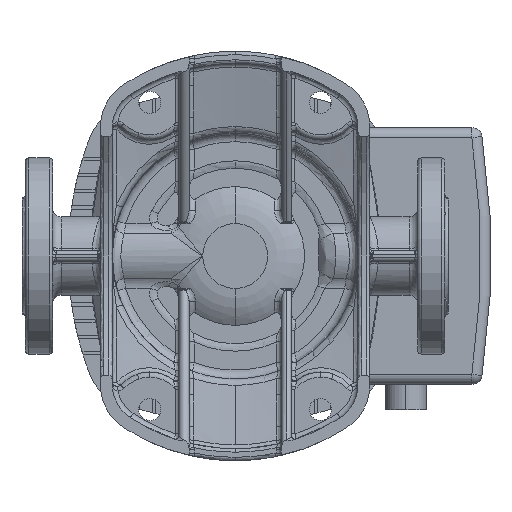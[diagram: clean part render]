
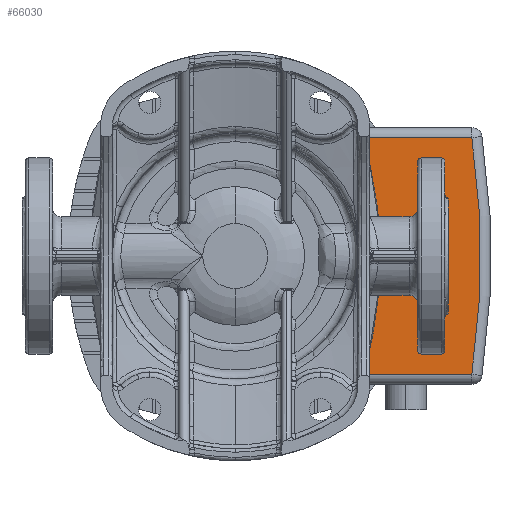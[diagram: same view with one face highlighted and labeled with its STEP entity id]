
A CAD part, front view. The second image highlights one B-rep face of the part: STEP entity #66030.
In plain terms, the highlighted face is planar.
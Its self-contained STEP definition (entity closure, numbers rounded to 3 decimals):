
#483 = DIRECTION ( 'NONE',  ( 0., 0., 1. ) ) ;
#815 = CARTESIAN_POINT ( 'NONE',  ( 69.25, 138.781, -106. ) ) ;
#979 = DIRECTION ( 'NONE',  ( 1., 0., 0. ) ) ;
#1640 = EDGE_CURVE ( 'NONE', #52807, #54406, #54473, .T. ) ;
#2330 = VERTEX_POINT ( 'NONE', #46360 ) ;
#3105 = VECTOR ( 'NONE', #67647, 1000. ) ;
#5816 = DIRECTION ( 'NONE',  ( 1., 0., 0. ) ) ;
#5885 = DIRECTION ( 'NONE',  ( 0., 0., -1. ) ) ;
#6318 = ORIENTED_EDGE ( 'NONE', *, *, #1640, .F. ) ;
#8127 = AXIS2_PLACEMENT_3D ( 'NONE', #39158, #61728, #50949 ) ;
#8283 = CARTESIAN_POINT ( 'NONE',  ( 89.83, 56., -106. ) ) ;
#9453 = EDGE_CURVE ( 'NONE', #17907, #48783, #43014, .T. ) ;
#9857 = EDGE_CURVE ( 'NONE', #52807, #17907, #42022, .T. ) ;
#10339 = LINE ( 'NONE', #31553, #39599 ) ;
#10390 = DIRECTION ( 'NONE',  ( 0., 1., 0. ) ) ;
#11123 = CARTESIAN_POINT ( 'NONE',  ( 0., 0., -106. ) ) ;
#15295 = ORIENTED_EDGE ( 'NONE', *, *, #9453, .T. ) ;
#16572 = ORIENTED_EDGE ( 'NONE', *, *, #9857, .T. ) ;
#16613 = CARTESIAN_POINT ( 'NONE',  ( -98., 58., -106. ) ) ;
#17907 = VERTEX_POINT ( 'NONE', #815 ) ;
#18169 = CARTESIAN_POINT ( 'NONE',  ( -61.937, 56., -106. ) ) ;
#19346 = LINE ( 'NONE', #44392, #3105 ) ;
#19401 = EDGE_CURVE ( 'NONE', #55219, #54406, #38117, .T. ) ;
#21090 = ORIENTED_EDGE ( 'NONE', *, *, #51812, .T. ) ;
#23468 = CIRCLE ( 'NONE', #64581, 83.5 ) ;
#23989 = ORIENTED_EDGE ( 'NONE', *, *, #19401, .T. ) ;
#24010 = AXIS2_PLACEMENT_3D ( 'NONE', #44201, #65410, #50101 ) ;
#25726 = ORIENTED_EDGE ( 'NONE', *, *, #38379, .T. ) ;
#26338 = DIRECTION ( 'NONE',  ( 1., 0., 0. ) ) ;
#28489 = VECTOR ( 'NONE', #10390, 1000. ) ;
#28958 = CARTESIAN_POINT ( 'NONE',  ( -69.25, 58., -106. ) ) ;
#30188 = EDGE_CURVE ( 'NONE', #58335, #59889, #23468, .T. ) ;
#31553 = CARTESIAN_POINT ( 'NONE',  ( -98., 56., -106. ) ) ;
#33472 = ORIENTED_EDGE ( 'NONE', *, *, #57134, .T. ) ;
#33803 = DIRECTION ( 'NONE',  ( 0., -1., 0. ) ) ;
#34127 = AXIS2_PLACEMENT_3D ( 'NONE', #52570, #51201, #67874 ) ;
#35941 = CARTESIAN_POINT ( 'NONE',  ( -98., 56., -106. ) ) ;
#36216 = CIRCLE ( 'NONE', #24010, 196. ) ;
#36677 = VECTOR ( 'NONE', #44990, 1000. ) ;
#38117 = CIRCLE ( 'NONE', #8127, 196. ) ;
#38379 = EDGE_CURVE ( 'NONE', #2330, #58335, #10339, .T. ) ;
#39158 = CARTESIAN_POINT ( 'NONE',  ( -98., 0., -106. ) ) ;
#39599 = VECTOR ( 'NONE', #26338, 1000. ) ;
#41226 = EDGE_CURVE ( 'NONE', #59030, #60147, #19346, .T. ) ;
#41267 = ORIENTED_EDGE ( 'NONE', *, *, #30188, .T. ) ;
#41624 = ORIENTED_EDGE ( 'NONE', *, *, #41226, .F. ) ;
#41671 = CARTESIAN_POINT ( 'NONE',  ( 69.25, 98., -106. ) ) ;
#42022 = LINE ( 'NONE', #41671, #28489 ) ;
#43014 = CIRCLE ( 'NONE', #34127, 462. ) ;
#43176 = CARTESIAN_POINT ( 'NONE',  ( 89.222, 58., -106. ) ) ;
#43945 = PLANE ( 'NONE',  #57342 ) ;
#44201 = CARTESIAN_POINT ( 'NONE',  ( 98., 0., -106. ) ) ;
#44392 = CARTESIAN_POINT ( 'NONE',  ( -98., 58., -106. ) ) ;
#44931 = CARTESIAN_POINT ( 'NONE',  ( -89.222, 58., -106. ) ) ;
#44990 = DIRECTION ( 'NONE',  ( 1., 0., 0. ) ) ;
#46360 = CARTESIAN_POINT ( 'NONE',  ( -89.83, 56., -106. ) ) ;
#47498 = EDGE_LOOP ( 'NONE', ( #6318, #16572, #15295, #21090, #41624, #58631, #25726, #41267, #33472, #23989 ) ) ;
#47644 = VECTOR ( 'NONE', #5816, 1000. ) ;
#47779 = CARTESIAN_POINT ( 'NONE',  ( 61.937, 56., -106. ) ) ;
#48152 = CARTESIAN_POINT ( 'NONE',  ( 56., 98., -106. ) ) ;
#48783 = VERTEX_POINT ( 'NONE', #53853 ) ;
#48826 = DIRECTION ( 'NONE',  ( 0., -1., 0. ) ) ;
#48883 = CARTESIAN_POINT ( 'NONE',  ( 69.25, 58., -106. ) ) ;
#49165 = FACE_OUTER_BOUND ( 'NONE', #47498, .T. ) ;
#49822 = VECTOR ( 'NONE', #33803, 1000. ) ;
#50101 = DIRECTION ( 'NONE',  ( 1., 0., 0. ) ) ;
#50949 = DIRECTION ( 'NONE',  ( 1., 0., 0. ) ) ;
#51201 = DIRECTION ( 'NONE',  ( 0., 0., 1. ) ) ;
#51812 = EDGE_CURVE ( 'NONE', #48783, #60147, #54992, .T. ) ;
#52570 = CARTESIAN_POINT ( 'NONE',  ( 0., -318., -106. ) ) ;
#52807 = VERTEX_POINT ( 'NONE', #48883 ) ;
#53853 = CARTESIAN_POINT ( 'NONE',  ( -69.25, 138.781, -106. ) ) ;
#54406 = VERTEX_POINT ( 'NONE', #43176 ) ;
#54473 = LINE ( 'NONE', #16613, #47644 ) ;
#54992 = LINE ( 'NONE', #60223, #49822 ) ;
#55219 = VERTEX_POINT ( 'NONE', #8283 ) ;
#57134 = EDGE_CURVE ( 'NONE', #59889, #55219, #67210, .T. ) ;
#57342 = AXIS2_PLACEMENT_3D ( 'NONE', #48152, #483, #48826 ) ;
#58335 = VERTEX_POINT ( 'NONE', #18169 ) ;
#58631 = ORIENTED_EDGE ( 'NONE', *, *, #65556, .T. ) ;
#59030 = VERTEX_POINT ( 'NONE', #44931 ) ;
#59889 = VERTEX_POINT ( 'NONE', #47779 ) ;
#60147 = VERTEX_POINT ( 'NONE', #28958 ) ;
#60223 = CARTESIAN_POINT ( 'NONE',  ( -69.25, 98., -106. ) ) ;
#61728 = DIRECTION ( 'NONE',  ( 0., 0., 1. ) ) ;
#64581 = AXIS2_PLACEMENT_3D ( 'NONE', #11123, #5885, #979 ) ;
#65410 = DIRECTION ( 'NONE',  ( 0., 0., 1. ) ) ;
#65556 = EDGE_CURVE ( 'NONE', #59030, #2330, #36216, .T. ) ;
#66030 = ADVANCED_FACE ( 'NONE', ( #49165 ), #43945, .T. ) ;
#67210 = LINE ( 'NONE', #35941, #36677 ) ;
#67647 = DIRECTION ( 'NONE',  ( 1., 0., 0. ) ) ;
#67874 = DIRECTION ( 'NONE',  ( 0., -1., 0. ) ) ;
